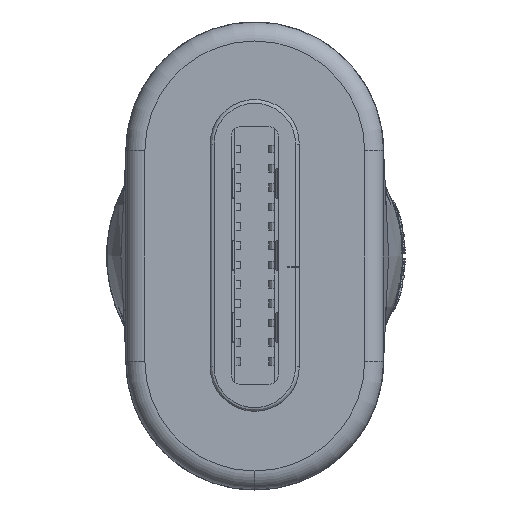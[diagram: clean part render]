
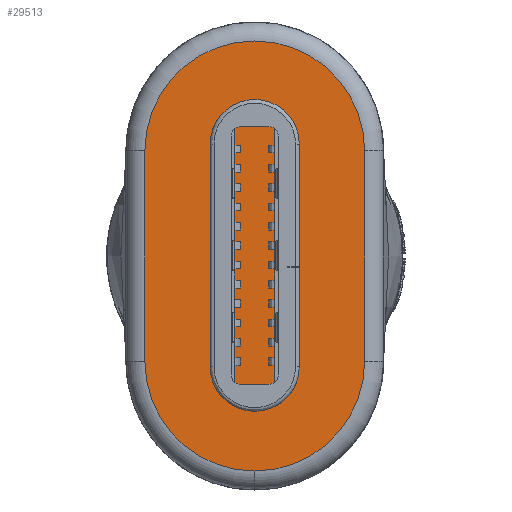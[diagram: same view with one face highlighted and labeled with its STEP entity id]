
A CAD part, left-side view. The second image highlights one B-rep face of the part: STEP entity #29513.
In plain terms, the highlighted planar face has unit normal (-1, 0, 0).
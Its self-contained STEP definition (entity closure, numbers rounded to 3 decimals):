
#824 = DIRECTION ( 'NONE',  ( -1., 0., 0. ) ) ;
#1362 = EDGE_CURVE ( 'NONE', #38658, #1929, #13800, .T. ) ;
#1929 = VERTEX_POINT ( 'NONE', #30772 ) ;
#2388 = CARTESIAN_POINT ( 'NONE',  ( 0., 2.9, -2.775 ) ) ;
#3647 = CARTESIAN_POINT ( 'NONE',  ( 0., -2.9, 2.775 ) ) ;
#5504 = ORIENTED_EDGE ( 'NONE', *, *, #17267, .T. ) ;
#9343 = VERTEX_POINT ( 'NONE', #2388 ) ;
#9399 = EDGE_LOOP ( 'NONE', ( #37187, #30801, #25054, #5504, #37039 ) ) ;
#9599 = EDGE_CURVE ( 'NONE', #9343, #11262, #12676, .T. ) ;
#10179 = DIRECTION ( 'NONE',  ( 0., 0., -1. ) ) ;
#11262 = VERTEX_POINT ( 'NONE', #20319 ) ;
#12586 = CARTESIAN_POINT ( 'NONE',  ( 0., 0., -2.775 ) ) ;
#12676 = CIRCLE ( 'NONE', #38575, 2.9 ) ;
#13362 = CARTESIAN_POINT ( 'NONE',  ( 0., 0., 2.775 ) ) ;
#13800 = LINE ( 'NONE', #3647, #39342 ) ;
#14711 = AXIS2_PLACEMENT_3D ( 'NONE', #12586, #22182, #18977 ) ;
#14849 = DIRECTION ( 'NONE',  ( -1., 0., 0. ) ) ;
#15168 = CARTESIAN_POINT ( 'NONE',  ( 0., 0., 2.775 ) ) ;
#17267 = EDGE_CURVE ( 'NONE', #1929, #34279, #19013, .T. ) ;
#17797 = CARTESIAN_POINT ( 'NONE',  ( 0., 2.9, 2.775 ) ) ;
#18061 = CARTESIAN_POINT ( 'NONE',  ( 0., 0., -2.775 ) ) ;
#18523 = AXIS2_PLACEMENT_3D ( 'NONE', #15168, #24517, #21765 ) ;
#18977 = DIRECTION ( 'NONE',  ( 0., 0., -1. ) ) ;
#19013 = CIRCLE ( 'NONE', #36682, 2.9 ) ;
#19596 = CARTESIAN_POINT ( 'NONE',  ( 0., 2.9, 2.775 ) ) ;
#20319 = CARTESIAN_POINT ( 'NONE',  ( 0., 0., -5.675 ) ) ;
#20606 = DIRECTION ( 'NONE',  ( 0., 0., -1. ) ) ;
#20622 = DIRECTION ( 'NONE',  ( 0., 0., 1. ) ) ;
#20850 = CIRCLE ( 'NONE', #14711, 2.9 ) ;
#20881 = CARTESIAN_POINT ( 'NONE',  ( 0., -2.9, -2.775 ) ) ;
#21765 = DIRECTION ( 'NONE',  ( 0., 0., -1. ) ) ;
#22182 = DIRECTION ( 'NONE',  ( -1., 0., 0. ) ) ;
#24161 = DIRECTION ( 'NONE',  ( 0., 0., -1. ) ) ;
#24517 = DIRECTION ( 'NONE',  ( 1., 0., 0. ) ) ;
#24986 = EDGE_CURVE ( 'NONE', #34279, #9343, #33965, .T. ) ;
#25054 = ORIENTED_EDGE ( 'NONE', *, *, #1362, .T. ) ;
#26706 = VECTOR ( 'NONE', #24161, 1000. ) ;
#29513 = ADVANCED_FACE ( 'NONE', ( #37501 ), #31340, .F. ) ;
#30772 = CARTESIAN_POINT ( 'NONE',  ( 0., -2.9, 2.775 ) ) ;
#30801 = ORIENTED_EDGE ( 'NONE', *, *, #41910, .T. ) ;
#31340 = PLANE ( 'NONE',  #18523 ) ;
#33965 = LINE ( 'NONE', #17797, #26706 ) ;
#34279 = VERTEX_POINT ( 'NONE', #19596 ) ;
#36682 = AXIS2_PLACEMENT_3D ( 'NONE', #13362, #824, #10179 ) ;
#37039 = ORIENTED_EDGE ( 'NONE', *, *, #24986, .T. ) ;
#37187 = ORIENTED_EDGE ( 'NONE', *, *, #9599, .T. ) ;
#37501 = FACE_OUTER_BOUND ( 'NONE', #9399, .T. ) ;
#38575 = AXIS2_PLACEMENT_3D ( 'NONE', #18061, #14849, #20606 ) ;
#38658 = VERTEX_POINT ( 'NONE', #20881 ) ;
#39342 = VECTOR ( 'NONE', #20622, 1000. ) ;
#41910 = EDGE_CURVE ( 'NONE', #11262, #38658, #20850, .T. ) ;
